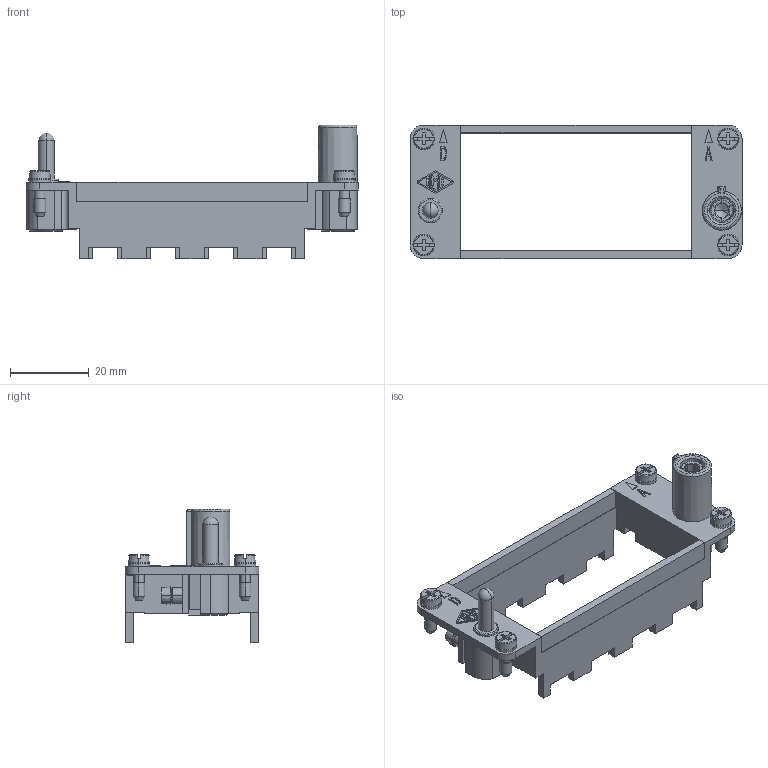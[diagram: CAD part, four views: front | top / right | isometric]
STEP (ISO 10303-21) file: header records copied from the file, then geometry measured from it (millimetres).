
FILE_DESCRIPTION(('Creo Elements/Direct Modeling STEP Export'),'2;1');
FILE_NAME('0ln7uvk48h5kgv92208','2017-01-02T11:18:07',(''),(''),'PTC Creo Elements/Direct Modeling STEP processor for AP214 (Solid Model)','PTC Creo Elements/Direct Modeling 19.0E 27-Jun-2016 (C) Parametric Technology GmbH','');
FILE_SCHEMA(('AUTOMOTIVE_DESIGN { 1 0 10303 214 1 1 1 1 }'));
Length unit declared in the file: millimetre
Products named in the file (2): RX_04_TM
Assembly tree (1 placements, depth 2):
  RX_04_TM
    RX_04_TM
Bounding box: 84.5 x 34 x 34 mm (x, y, z)
Volume: 10554.7 mm3; surface area: 12160.9 mm2
Topology: 1 solids, 1 shells, 633 faces, 1691 edges, 1113 vertices
Faces by surface type: plane 418, cylinder 105, cone 53, torus 31, extrusion 22, sphere 4
Entity records: 26250 total; most frequent: CARTESIAN_POINT 6722, ORIENTED_EDGE 3362, DIRECTION 2712, EDGE_CURVE 1681, VECTOR 1134, VERTEX_POINT 1113, LINE 1112, AXIS2_PLACEMENT_3D 789
